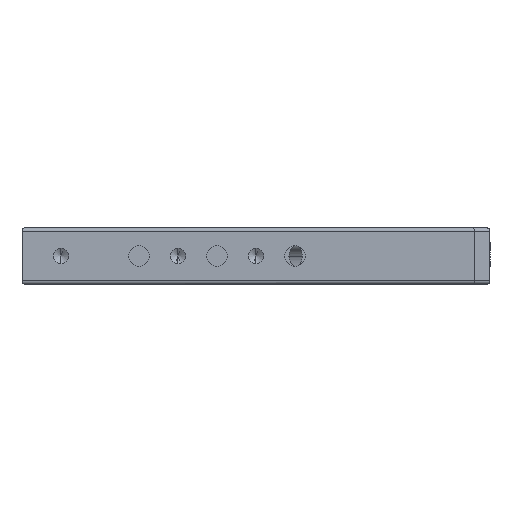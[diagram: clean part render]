
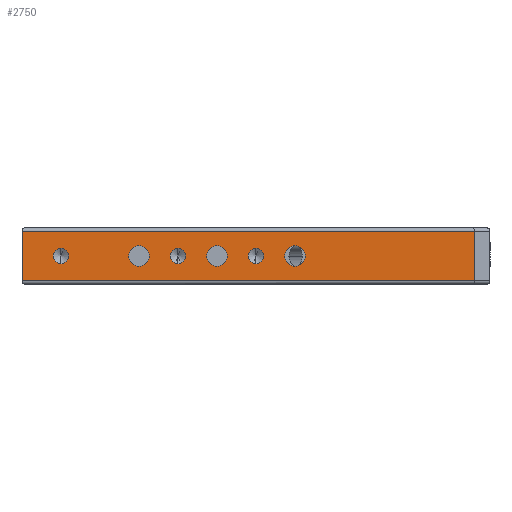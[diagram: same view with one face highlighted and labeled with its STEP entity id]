
A CAD part, front view. The second image highlights one B-rep face of the part: STEP entity #2750.
In plain terms, the highlighted planar face has unit normal (0, -1, 0).
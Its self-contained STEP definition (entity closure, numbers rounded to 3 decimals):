
#47 = EDGE_LOOP ( 'NONE', ( #2634, #978 ) ) ;
#48 = LINE ( 'NONE', #4285, #2756 ) ;
#151 = CIRCLE ( 'NONE', #4189, 2.5 ) ;
#169 = CIRCLE ( 'NONE', #471, 3.3 ) ;
#241 = VERTEX_POINT ( 'NONE', #4063 ) ;
#315 = FACE_BOUND ( 'NONE', #1722, .T. ) ;
#321 = VERTEX_POINT ( 'NONE', #2757 ) ;
#411 = CARTESIAN_POINT ( 'NONE',  ( 62.5, 0., 9. ) ) ;
#459 = CARTESIAN_POINT ( 'NONE',  ( 0., 0., 1. ) ) ;
#471 = AXIS2_PLACEMENT_3D ( 'NONE', #1739, #4186, #2103 ) ;
#519 = CARTESIAN_POINT ( 'NONE',  ( 145., 0., 17. ) ) ;
#520 = CIRCLE ( 'NONE', #4526, 3.3 ) ;
#581 = CARTESIAN_POINT ( 'NONE',  ( 0., 0., 17. ) ) ;
#587 = EDGE_LOOP ( 'NONE', ( #2515, #1339 ) ) ;
#588 = EDGE_LOOP ( 'NONE', ( #1984, #1448 ) ) ;
#597 = CIRCLE ( 'NONE', #3154, 2.5 ) ;
#659 = EDGE_CURVE ( 'NONE', #899, #2270, #169, .T. ) ;
#713 = CIRCLE ( 'NONE', #2914, 3.3 ) ;
#718 = VERTEX_POINT ( 'NONE', #1924 ) ;
#747 = CARTESIAN_POINT ( 'NONE',  ( 145., 0., 18. ) ) ;
#789 = CARTESIAN_POINT ( 'NONE',  ( 37.5, 0., 9. ) ) ;
#791 = VECTOR ( 'NONE', #4235, 1000. ) ;
#793 = DIRECTION ( 'NONE',  ( 0., 1., 0. ) ) ;
#830 = CARTESIAN_POINT ( 'NONE',  ( 87.5, 0., 9. ) ) ;
#843 = ORIENTED_EDGE ( 'NONE', *, *, #3547, .F. ) ;
#891 = CARTESIAN_POINT ( 'NONE',  ( 12.5, 0., 11.5 ) ) ;
#894 = EDGE_CURVE ( 'NONE', #241, #321, #4057, .T. ) ;
#899 = VERTEX_POINT ( 'NONE', #2188 ) ;
#922 = EDGE_CURVE ( 'NONE', #321, #241, #3255, .T. ) ;
#974 = CARTESIAN_POINT ( 'NONE',  ( 37.5, 0., 9. ) ) ;
#978 = ORIENTED_EDGE ( 'NONE', *, *, #659, .T. ) ;
#982 = CARTESIAN_POINT ( 'NONE',  ( 50., 0., 9. ) ) ;
#990 = VERTEX_POINT ( 'NONE', #1886 ) ;
#1033 = DIRECTION ( 'NONE',  ( 0., 0., 1. ) ) ;
#1045 = EDGE_CURVE ( 'NONE', #4344, #2389, #2709, .T. ) ;
#1129 = FACE_OUTER_BOUND ( 'NONE', #4375, .T. ) ;
#1136 = EDGE_CURVE ( 'NONE', #990, #3029, #4497, .T. ) ;
#1137 = VERTEX_POINT ( 'NONE', #3243 ) ;
#1162 = DIRECTION ( 'NONE',  ( 0., 1., 0. ) ) ;
#1238 = EDGE_CURVE ( 'NONE', #2389, #3565, #2194, .T. ) ;
#1266 = VERTEX_POINT ( 'NONE', #2771 ) ;
#1302 = ORIENTED_EDGE ( 'NONE', *, *, #1552, .F. ) ;
#1308 = AXIS2_PLACEMENT_3D ( 'NONE', #789, #3260, #3602 ) ;
#1339 = ORIENTED_EDGE ( 'NONE', *, *, #922, .T. ) ;
#1359 = DIRECTION ( 'NONE',  ( 0., -1., 0. ) ) ;
#1448 = ORIENTED_EDGE ( 'NONE', *, *, #2139, .T. ) ;
#1521 = VECTOR ( 'NONE', #3637, 1000. ) ;
#1533 = EDGE_LOOP ( 'NONE', ( #4278, #2343 ) ) ;
#1552 = EDGE_CURVE ( 'NONE', #1137, #1849, #3856, .T. ) ;
#1564 = ORIENTED_EDGE ( 'NONE', *, *, #1045, .T. ) ;
#1571 = AXIS2_PLACEMENT_3D ( 'NONE', #982, #2079, #3505 ) ;
#1630 = AXIS2_PLACEMENT_3D ( 'NONE', #411, #3203, #3919 ) ;
#1656 = CARTESIAN_POINT ( 'NONE',  ( 145., 0., 1. ) ) ;
#1722 = EDGE_LOOP ( 'NONE', ( #1302, #843 ) ) ;
#1739 = CARTESIAN_POINT ( 'NONE',  ( 87.5, 0., 9. ) ) ;
#1798 = VERTEX_POINT ( 'NONE', #581 ) ;
#1837 = CIRCLE ( 'NONE', #1571, 2.5 ) ;
#1838 = DIRECTION ( 'NONE',  ( 0., 1., 0. ) ) ;
#1849 = VERTEX_POINT ( 'NONE', #891 ) ;
#1853 = DIRECTION ( 'NONE',  ( 0., 0., 1. ) ) ;
#1886 = CARTESIAN_POINT ( 'NONE',  ( 62.5, 0., 12.3 ) ) ;
#1902 = DIRECTION ( 'NONE',  ( 0., 0., -1. ) ) ;
#1924 = CARTESIAN_POINT ( 'NONE',  ( 50., 0., 6.5 ) ) ;
#1984 = ORIENTED_EDGE ( 'NONE', *, *, #1136, .T. ) ;
#2019 = EDGE_CURVE ( 'NONE', #1798, #4344, #48, .T. ) ;
#2065 = DIRECTION ( 'NONE',  ( 0., 0., -1. ) ) ;
#2072 = FACE_BOUND ( 'NONE', #588, .T. ) ;
#2079 = DIRECTION ( 'NONE',  ( 0., -1., 0. ) ) ;
#2100 = CARTESIAN_POINT ( 'NONE',  ( 62.5, 0., 9. ) ) ;
#2103 = DIRECTION ( 'NONE',  ( 0., 0., 1. ) ) ;
#2139 = EDGE_CURVE ( 'NONE', #3029, #990, #713, .T. ) ;
#2145 = DIRECTION ( 'NONE',  ( 0., -1., 0. ) ) ;
#2148 = DIRECTION ( 'NONE',  ( 0., 0., 1. ) ) ;
#2172 = AXIS2_PLACEMENT_3D ( 'NONE', #2264, #4347, #1902 ) ;
#2178 = FACE_BOUND ( 'NONE', #587, .T. ) ;
#2183 = EDGE_CURVE ( 'NONE', #2851, #1266, #597, .T. ) ;
#2188 = CARTESIAN_POINT ( 'NONE',  ( 87.5, 0., 5.7 ) ) ;
#2194 = LINE ( 'NONE', #747, #3035 ) ;
#2214 = DIRECTION ( 'NONE',  ( 0., 0., -1. ) ) ;
#2261 = DIRECTION ( 'NONE',  ( 0., 0., 1. ) ) ;
#2264 = CARTESIAN_POINT ( 'NONE',  ( 12.5, 0., 9. ) ) ;
#2270 = VERTEX_POINT ( 'NONE', #3672 ) ;
#2343 = ORIENTED_EDGE ( 'NONE', *, *, #2428, .F. ) ;
#2389 = VERTEX_POINT ( 'NONE', #1656 ) ;
#2390 = CARTESIAN_POINT ( 'NONE',  ( 0., 0., 18. ) ) ;
#2398 = CARTESIAN_POINT ( 'NONE',  ( 50., 0., 9. ) ) ;
#2425 = DIRECTION ( 'NONE',  ( 0., -1., 0. ) ) ;
#2428 = EDGE_CURVE ( 'NONE', #4068, #718, #3728, .T. ) ;
#2515 = ORIENTED_EDGE ( 'NONE', *, *, #894, .T. ) ;
#2590 = AXIS2_PLACEMENT_3D ( 'NONE', #4527, #1359, #2886 ) ;
#2603 = EDGE_CURVE ( 'NONE', #1266, #2851, #151, .T. ) ;
#2634 = ORIENTED_EDGE ( 'NONE', *, *, #4009, .T. ) ;
#2667 = LINE ( 'NONE', #3890, #791 ) ;
#2701 = CARTESIAN_POINT ( 'NONE',  ( 75., 0., 9. ) ) ;
#2709 = LINE ( 'NONE', #459, #1521 ) ;
#2719 = AXIS2_PLACEMENT_3D ( 'NONE', #2390, #1838, #2261 ) ;
#2750 = ADVANCED_FACE ( 'NONE', ( #315, #3931, #3127, #3015, #2072, #2178, #1129 ), #4257, .F. ) ;
#2756 = VECTOR ( 'NONE', #2855, 1000. ) ;
#2757 = CARTESIAN_POINT ( 'NONE',  ( 37.5, 0., 5.7 ) ) ;
#2758 = DIRECTION ( 'NONE',  ( 0., 0., -1. ) ) ;
#2771 = CARTESIAN_POINT ( 'NONE',  ( 75., 0., 6.5 ) ) ;
#2781 = CARTESIAN_POINT ( 'NONE',  ( 75., 0., 9. ) ) ;
#2851 = VERTEX_POINT ( 'NONE', #4389 ) ;
#2855 = DIRECTION ( 'NONE',  ( 0., 0., -1. ) ) ;
#2856 = AXIS2_PLACEMENT_3D ( 'NONE', #2398, #4486, #2758 ) ;
#2886 = DIRECTION ( 'NONE',  ( 0., 0., -1. ) ) ;
#2914 = AXIS2_PLACEMENT_3D ( 'NONE', #2100, #1162, #1033 ) ;
#2950 = CIRCLE ( 'NONE', #2590, 2.5 ) ;
#2952 = CARTESIAN_POINT ( 'NONE',  ( 0., 0., 1. ) ) ;
#3015 = FACE_BOUND ( 'NONE', #47, .T. ) ;
#3029 = VERTEX_POINT ( 'NONE', #3981 ) ;
#3035 = VECTOR ( 'NONE', #2148, 1000. ) ;
#3127 = FACE_BOUND ( 'NONE', #3503, .T. ) ;
#3149 = EDGE_CURVE ( 'NONE', #718, #4068, #1837, .T. ) ;
#3154 = AXIS2_PLACEMENT_3D ( 'NONE', #2781, #2425, #2065 ) ;
#3203 = DIRECTION ( 'NONE',  ( 0., 1., 0. ) ) ;
#3243 = CARTESIAN_POINT ( 'NONE',  ( 12.5, 0., 6.5 ) ) ;
#3255 = CIRCLE ( 'NONE', #3987, 3.3 ) ;
#3260 = DIRECTION ( 'NONE',  ( 0., 1., 0. ) ) ;
#3479 = ORIENTED_EDGE ( 'NONE', *, *, #1238, .T. ) ;
#3484 = DIRECTION ( 'NONE',  ( 0., 1., 0. ) ) ;
#3503 = EDGE_LOOP ( 'NONE', ( #3707, #4251 ) ) ;
#3505 = DIRECTION ( 'NONE',  ( 0., 0., -1. ) ) ;
#3547 = EDGE_CURVE ( 'NONE', #1849, #1137, #2950, .T. ) ;
#3565 = VERTEX_POINT ( 'NONE', #519 ) ;
#3602 = DIRECTION ( 'NONE',  ( 0., 0., 1. ) ) ;
#3637 = DIRECTION ( 'NONE',  ( 1., 0., 0. ) ) ;
#3672 = CARTESIAN_POINT ( 'NONE',  ( 87.5, 0., 12.3 ) ) ;
#3707 = ORIENTED_EDGE ( 'NONE', *, *, #2603, .F. ) ;
#3728 = CIRCLE ( 'NONE', #2856, 2.5 ) ;
#3856 = CIRCLE ( 'NONE', #2172, 2.5 ) ;
#3890 = CARTESIAN_POINT ( 'NONE',  ( 0., 0., 17. ) ) ;
#3905 = CARTESIAN_POINT ( 'NONE',  ( 50., 0., 11.5 ) ) ;
#3919 = DIRECTION ( 'NONE',  ( 0., 0., 1. ) ) ;
#3931 = FACE_BOUND ( 'NONE', #1533, .T. ) ;
#3942 = ORIENTED_EDGE ( 'NONE', *, *, #4144, .T. ) ;
#3981 = CARTESIAN_POINT ( 'NONE',  ( 62.5, 0., 5.7 ) ) ;
#3987 = AXIS2_PLACEMENT_3D ( 'NONE', #974, #3484, #4160 ) ;
#4009 = EDGE_CURVE ( 'NONE', #2270, #899, #520, .T. ) ;
#4057 = CIRCLE ( 'NONE', #1308, 3.3 ) ;
#4063 = CARTESIAN_POINT ( 'NONE',  ( 37.5, 0., 12.3 ) ) ;
#4068 = VERTEX_POINT ( 'NONE', #3905 ) ;
#4144 = EDGE_CURVE ( 'NONE', #3565, #1798, #2667, .T. ) ;
#4156 = ORIENTED_EDGE ( 'NONE', *, *, #2019, .T. ) ;
#4160 = DIRECTION ( 'NONE',  ( 0., 0., 1. ) ) ;
#4186 = DIRECTION ( 'NONE',  ( 0., 1., 0. ) ) ;
#4189 = AXIS2_PLACEMENT_3D ( 'NONE', #2701, #2145, #2214 ) ;
#4235 = DIRECTION ( 'NONE',  ( -1., 0., 0. ) ) ;
#4251 = ORIENTED_EDGE ( 'NONE', *, *, #2183, .F. ) ;
#4257 = PLANE ( 'NONE',  #2719 ) ;
#4278 = ORIENTED_EDGE ( 'NONE', *, *, #3149, .F. ) ;
#4285 = CARTESIAN_POINT ( 'NONE',  ( 0., 0., 18. ) ) ;
#4344 = VERTEX_POINT ( 'NONE', #2952 ) ;
#4347 = DIRECTION ( 'NONE',  ( 0., -1., 0. ) ) ;
#4375 = EDGE_LOOP ( 'NONE', ( #4156, #1564, #3479, #3942 ) ) ;
#4389 = CARTESIAN_POINT ( 'NONE',  ( 75., 0., 11.5 ) ) ;
#4486 = DIRECTION ( 'NONE',  ( 0., -1., 0. ) ) ;
#4497 = CIRCLE ( 'NONE', #1630, 3.3 ) ;
#4526 = AXIS2_PLACEMENT_3D ( 'NONE', #830, #793, #1853 ) ;
#4527 = CARTESIAN_POINT ( 'NONE',  ( 12.5, 0., 9. ) ) ;
